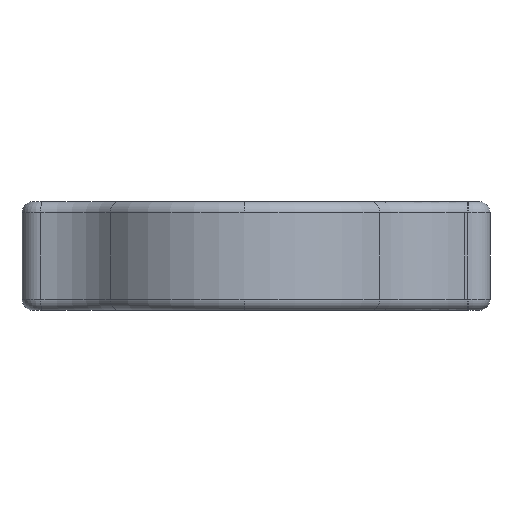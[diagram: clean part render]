
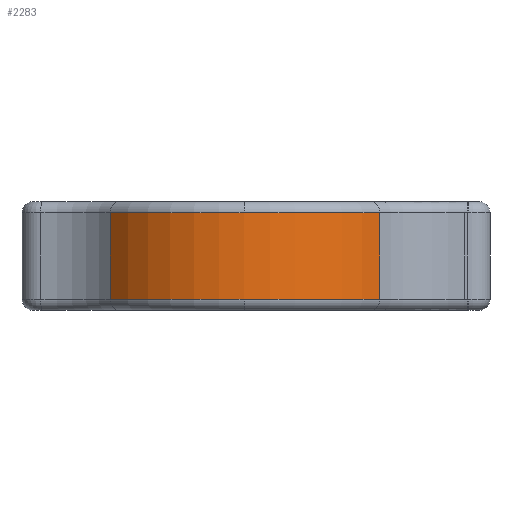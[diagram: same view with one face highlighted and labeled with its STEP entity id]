
A CAD part, left-side view. The second image highlights one B-rep face of the part: STEP entity #2283.
In plain terms, the highlighted cylindrical face has radius 16 mm (diameter 32 mm), a partial arc.
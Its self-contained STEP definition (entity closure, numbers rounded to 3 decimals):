
#6 = VERTEX_POINT ( 'NONE', #1701 ) ;
#28 = CIRCLE ( 'NONE', #1633, 16. ) ;
#40 = ORIENTED_EDGE ( 'NONE', *, *, #348, .T. ) ;
#49 = AXIS2_PLACEMENT_3D ( 'NONE', #2016, #792, #2428 ) ;
#131 = CARTESIAN_POINT ( 'NONE',  ( -10.149, 12.369, -9. ) ) ;
#287 = VECTOR ( 'NONE', #530, 1000. ) ;
#348 = EDGE_CURVE ( 'NONE', #2357, #1164, #1587, .T. ) ;
#477 = VERTEX_POINT ( 'NONE', #1655 ) ;
#478 = DIRECTION ( 'NONE',  ( 0., 0., 1. ) ) ;
#530 = DIRECTION ( 'NONE',  ( 0., 0., 1. ) ) ;
#559 = LINE ( 'NONE', #1766, #287 ) ;
#626 = VECTOR ( 'NONE', #478, 1000. ) ;
#646 = FACE_OUTER_BOUND ( 'NONE', #2021, .T. ) ;
#728 = DIRECTION ( 'NONE',  ( 0., 0., -1. ) ) ;
#729 = CARTESIAN_POINT ( 'NONE',  ( 0., 0., -1. ) ) ;
#743 = VERTEX_POINT ( 'NONE', #1993 ) ;
#792 = DIRECTION ( 'NONE',  ( 0., 0., 1. ) ) ;
#869 = AXIS2_PLACEMENT_3D ( 'NONE', #729, #937, #2377 ) ;
#923 = DIRECTION ( 'NONE',  ( -1., 0., 0. ) ) ;
#937 = DIRECTION ( 'NONE',  ( 0., 0., -1. ) ) ;
#990 = CYLINDRICAL_SURFACE ( 'NONE', #49, 16. ) ;
#999 = CARTESIAN_POINT ( 'NONE',  ( 0., 0., -9. ) ) ;
#1040 = EDGE_CURVE ( 'NONE', #1061, #743, #1230, .T. ) ;
#1061 = VERTEX_POINT ( 'NONE', #131 ) ;
#1101 = EDGE_CURVE ( 'NONE', #477, #2357, #559, .T. ) ;
#1164 = VERTEX_POINT ( 'NONE', #1556 ) ;
#1226 = AXIS2_PLACEMENT_3D ( 'NONE', #1737, #2558, #923 ) ;
#1230 = LINE ( 'NONE', #1706, #626 ) ;
#1375 = DIRECTION ( 'NONE',  ( -1., 0., 0. ) ) ;
#1475 = EDGE_CURVE ( 'NONE', #1061, #6, #1635, .T. ) ;
#1537 = ORIENTED_EDGE ( 'NONE', *, *, #1716, .T. ) ;
#1556 = CARTESIAN_POINT ( 'NONE',  ( -16., 0., -1. ) ) ;
#1587 = CIRCLE ( 'NONE', #869, 16. ) ;
#1592 = EDGE_CURVE ( 'NONE', #1164, #743, #2539, .T. ) ;
#1633 = AXIS2_PLACEMENT_3D ( 'NONE', #999, #2212, #1813 ) ;
#1635 = CIRCLE ( 'NONE', #1226, 16. ) ;
#1642 = ORIENTED_EDGE ( 'NONE', *, *, #1592, .T. ) ;
#1655 = CARTESIAN_POINT ( 'NONE',  ( -9.978, -12.508, -9. ) ) ;
#1701 = CARTESIAN_POINT ( 'NONE',  ( -16., 0., -9. ) ) ;
#1706 = CARTESIAN_POINT ( 'NONE',  ( -10.149, 12.369, -10. ) ) ;
#1716 = EDGE_CURVE ( 'NONE', #6, #477, #28, .T. ) ;
#1737 = CARTESIAN_POINT ( 'NONE',  ( 0., 0., -9. ) ) ;
#1750 = CARTESIAN_POINT ( 'NONE',  ( 0., 0., -1. ) ) ;
#1766 = CARTESIAN_POINT ( 'NONE',  ( -9.978, -12.508, -10. ) ) ;
#1813 = DIRECTION ( 'NONE',  ( -1., 0., 0. ) ) ;
#1858 = ORIENTED_EDGE ( 'NONE', *, *, #1101, .T. ) ;
#1881 = CARTESIAN_POINT ( 'NONE',  ( -9.978, -12.508, -1. ) ) ;
#1993 = CARTESIAN_POINT ( 'NONE',  ( -10.149, 12.369, -1. ) ) ;
#2016 = CARTESIAN_POINT ( 'NONE',  ( 0., 0., -10. ) ) ;
#2021 = EDGE_LOOP ( 'NONE', ( #1858, #40, #1642, #2051, #2231, #1537 ) ) ;
#2051 = ORIENTED_EDGE ( 'NONE', *, *, #1040, .F. ) ;
#2212 = DIRECTION ( 'NONE',  ( 0., 0., 1. ) ) ;
#2231 = ORIENTED_EDGE ( 'NONE', *, *, #1475, .T. ) ;
#2283 = ADVANCED_FACE ( 'NONE', ( #646 ), #990, .T. ) ;
#2357 = VERTEX_POINT ( 'NONE', #1881 ) ;
#2377 = DIRECTION ( 'NONE',  ( -1., 0., 0. ) ) ;
#2428 = DIRECTION ( 'NONE',  ( 1., 0., 0. ) ) ;
#2475 = AXIS2_PLACEMENT_3D ( 'NONE', #1750, #728, #1375 ) ;
#2539 = CIRCLE ( 'NONE', #2475, 16. ) ;
#2558 = DIRECTION ( 'NONE',  ( 0., 0., 1. ) ) ;
